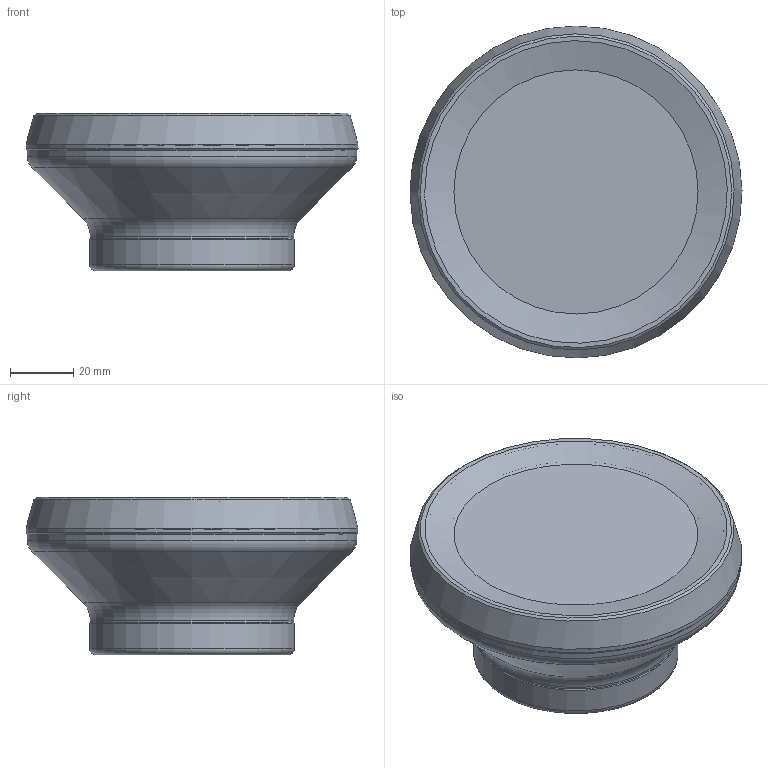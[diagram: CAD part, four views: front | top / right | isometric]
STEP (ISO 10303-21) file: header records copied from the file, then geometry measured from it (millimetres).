
FILE_DESCRIPTION(/* description */ (''),/* implementation_level */ '2;1');
FILE_NAME(/* name */ 'AFM75C-SP12-D100-A32-Z07.stp',/* time_stamp */ '2023-10-30T14:07:31+03:00',/* author */ (''),/* organization */ (''),/* preprocessor_version */ 'ST-DEVELOPER v19.4',/* originating_system */ 'SIEMENS PLM Software NX2306.3001',/* authorisation */ '');
FILE_SCHEMA (('AP203_CONFIGURATION_CONTROLLED_3D_DESIGN_OF_MECHANICAL_PARTS_AND_ASSEMBLIES_MIM_LF { 1 0 10303 403 2 1 2}'));
Length unit declared in the file: millimetre
Products named in the file (1): model1
Bounding box: 105.33 x 105.33 x 50 mm (x, y, z)
Volume: 320498.5 mm3; surface area: 39774 mm2
Topology: 2 solids, 2 shells, 27 faces, 63 edges, 38 vertices
Faces by surface type: revolution 15, torus 4, cone 3, cylinder 3, plane 2
Full cylindrical faces by diameter (mm): 64.6 x1, 65 x1, 104.5 x1
Entity records: 801 total; most frequent: CARTESIAN_POINT 130, DIRECTION 105, EDGE_LOOP 52, ORIENTED_EDGE 52, FACE_BOUND 50, AXIS2_PLACEMENT_3D 39, ADVANCED_FACE 27, VERTEX_POINT 26
